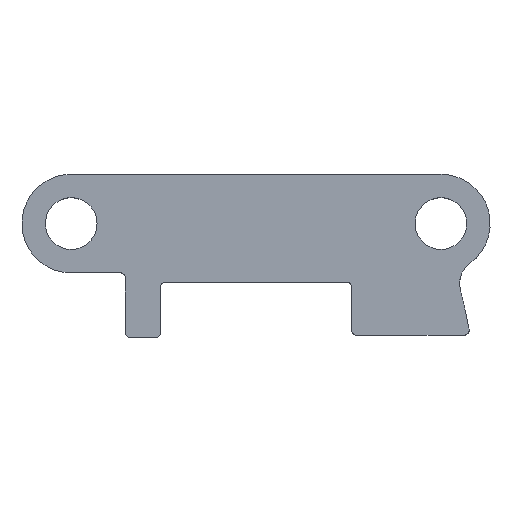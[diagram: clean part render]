
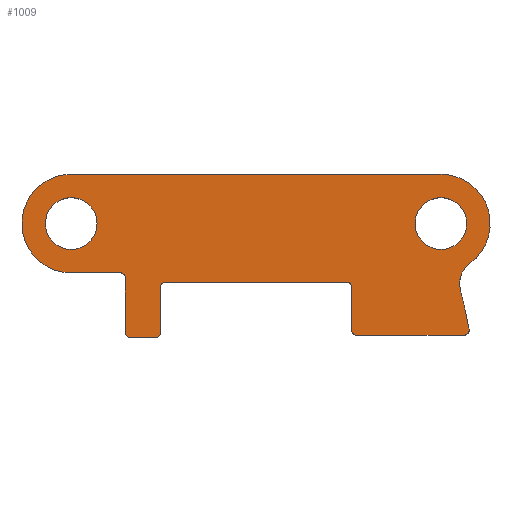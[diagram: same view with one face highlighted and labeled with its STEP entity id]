
A CAD part, top view. The second image highlights one B-rep face of the part: STEP entity #1009.
In plain terms, the highlighted planar face has unit normal (0, 0, 1).
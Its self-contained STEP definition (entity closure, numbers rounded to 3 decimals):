
#52 = VERTEX_POINT('',#53);
#53 = CARTESIAN_POINT('',(-5.1,23.725,1.545));
#59 = EDGE_CURVE('',#52,#60,#62,.T.);
#60 = VERTEX_POINT('',#61);
#61 = CARTESIAN_POINT('',(-4.075,23.725,1.545));
#62 = LINE('',#63,#64);
#63 = CARTESIAN_POINT('',(-5.1,23.725,1.545));
#64 = VECTOR('',#65,1.);
#65 = DIRECTION('',(1.,0.,0.));
#90 = EDGE_CURVE('',#60,#91,#93,.T.);
#91 = VERTEX_POINT('',#92);
#92 = CARTESIAN_POINT('',(-3.875,23.925,1.545));
#93 = CIRCLE('',#94,0.201);
#94 = AXIS2_PLACEMENT_3D('',#95,#96,#97);
#95 = CARTESIAN_POINT('',(-4.076,23.926,1.545));
#96 = DIRECTION('',(0.,0.,1.));
#97 = DIRECTION('',(0.007,-1.,0.));
#123 = EDGE_CURVE('',#91,#124,#126,.T.);
#124 = VERTEX_POINT('',#125);
#125 = CARTESIAN_POINT('',(-3.875,25.775,1.545));
#126 = LINE('',#127,#128);
#127 = CARTESIAN_POINT('',(-3.875,23.925,1.545));
#128 = VECTOR('',#129,1.);
#129 = DIRECTION('',(0.,1.,0.));
#154 = EDGE_CURVE('',#124,#155,#157,.T.);
#155 = VERTEX_POINT('',#156);
#156 = CARTESIAN_POINT('',(-3.675,25.975,1.545));
#157 = CIRCLE('',#158,0.201);
#158 = AXIS2_PLACEMENT_3D('',#159,#160,#161);
#159 = CARTESIAN_POINT('',(-3.674,25.774,1.545));
#160 = DIRECTION('',(0.,0.,-1.));
#161 = DIRECTION('',(-1.,0.007,0.));
#187 = EDGE_CURVE('',#155,#188,#190,.T.);
#188 = VERTEX_POINT('',#189);
#189 = CARTESIAN_POINT('',(3.675,25.975,1.545));
#190 = LINE('',#191,#192);
#191 = CARTESIAN_POINT('',(-3.675,25.975,1.545));
#192 = VECTOR('',#193,1.);
#193 = DIRECTION('',(1.,0.,0.));
#218 = EDGE_CURVE('',#188,#219,#221,.T.);
#219 = VERTEX_POINT('',#220);
#220 = CARTESIAN_POINT('',(3.875,25.775,1.545));
#221 = CIRCLE('',#222,0.201);
#222 = AXIS2_PLACEMENT_3D('',#223,#224,#225);
#223 = CARTESIAN_POINT('',(3.674,25.774,1.545));
#224 = DIRECTION('',(0.,0.,-1.));
#225 = DIRECTION('',(0.007,1.,0.));
#251 = EDGE_CURVE('',#219,#252,#254,.T.);
#252 = VERTEX_POINT('',#253);
#253 = CARTESIAN_POINT('',(3.873,24.026,1.545));
#254 = LINE('',#255,#256);
#255 = CARTESIAN_POINT('',(3.875,25.775,1.545));
#256 = VECTOR('',#257,1.);
#257 = DIRECTION('',(-0.001,-1.,0.));
#282 = EDGE_CURVE('',#252,#283,#285,.T.);
#283 = VERTEX_POINT('',#284);
#284 = CARTESIAN_POINT('',(4.073,23.825,1.545));
#285 = CIRCLE('',#286,0.201);
#286 = AXIS2_PLACEMENT_3D('',#287,#288,#289);
#287 = CARTESIAN_POINT('',(4.074,24.026,1.545));
#288 = DIRECTION('',(0.,0.,1.));
#289 = DIRECTION('',(-1.,-0.002,0.));
#315 = EDGE_CURVE('',#283,#316,#318,.T.);
#316 = VERTEX_POINT('',#317);
#317 = CARTESIAN_POINT('',(8.45,23.825,1.545));
#318 = LINE('',#319,#320);
#319 = CARTESIAN_POINT('',(4.073,23.825,1.545));
#320 = VECTOR('',#321,1.);
#321 = DIRECTION('',(1.,0.,0.));
#346 = EDGE_CURVE('',#316,#347,#349,.T.);
#347 = VERTEX_POINT('',#348);
#348 = CARTESIAN_POINT('',(8.65,24.025,1.545));
#349 = CIRCLE('',#350,0.201);
#350 = AXIS2_PLACEMENT_3D('',#351,#352,#353);
#351 = CARTESIAN_POINT('',(8.449,24.026,1.545));
#352 = DIRECTION('',(0.,0.,1.));
#353 = DIRECTION('',(0.007,-1.,0.));
#379 = EDGE_CURVE('',#347,#380,#382,.T.);
#380 = VERTEX_POINT('',#381);
#381 = CARTESIAN_POINT('',(8.578,24.389,1.545));
#382 = LINE('',#383,#384);
#383 = CARTESIAN_POINT('',(8.65,24.025,1.545));
#384 = VECTOR('',#385,1.);
#385 = DIRECTION('',(-0.194,0.981,0.));
#410 = EDGE_CURVE('',#380,#411,#413,.T.);
#411 = VERTEX_POINT('',#412);
#412 = CARTESIAN_POINT('',(8.545,24.553,1.545));
#413 = LINE('',#414,#415);
#414 = CARTESIAN_POINT('',(8.578,24.389,1.545));
#415 = VECTOR('',#416,1.);
#416 = DIRECTION('',(-0.197,0.98,0.));
#441 = EDGE_CURVE('',#411,#442,#444,.T.);
#442 = VERTEX_POINT('',#443);
#443 = CARTESIAN_POINT('',(8.511,24.717,1.545));
#444 = LINE('',#445,#446);
#445 = CARTESIAN_POINT('',(8.545,24.553,1.545));
#446 = VECTOR('',#447,1.);
#447 = DIRECTION('',(-0.203,0.979,0.));
#472 = EDGE_CURVE('',#442,#473,#475,.T.);
#473 = VERTEX_POINT('',#474);
#474 = CARTESIAN_POINT('',(8.476,24.88,1.545));
#475 = LINE('',#476,#477);
#476 = CARTESIAN_POINT('',(8.511,24.717,1.545));
#477 = VECTOR('',#478,1.);
#478 = DIRECTION('',(-0.21,0.978,0.));
#503 = EDGE_CURVE('',#473,#504,#506,.T.);
#504 = VERTEX_POINT('',#505);
#505 = CARTESIAN_POINT('',(8.44,25.042,1.545));
#506 = LINE('',#507,#508);
#507 = CARTESIAN_POINT('',(8.476,24.88,1.545));
#508 = VECTOR('',#509,1.);
#509 = DIRECTION('',(-0.217,0.976,0.));
#534 = EDGE_CURVE('',#504,#535,#537,.T.);
#535 = VERTEX_POINT('',#536);
#536 = CARTESIAN_POINT('',(8.404,25.204,1.545));
#537 = LINE('',#538,#539);
#538 = CARTESIAN_POINT('',(8.44,25.042,1.545));
#539 = VECTOR('',#540,1.);
#540 = DIRECTION('',(-0.217,0.976,0.));
#565 = EDGE_CURVE('',#535,#566,#568,.T.);
#566 = VERTEX_POINT('',#567);
#567 = CARTESIAN_POINT('',(8.367,25.365,1.545));
#568 = LINE('',#569,#570);
#569 = CARTESIAN_POINT('',(8.404,25.204,1.545));
#570 = VECTOR('',#571,1.);
#571 = DIRECTION('',(-0.224,0.975,0.));
#596 = EDGE_CURVE('',#566,#597,#599,.T.);
#597 = VERTEX_POINT('',#598);
#598 = CARTESIAN_POINT('',(8.329,25.525,1.545));
#599 = LINE('',#600,#601);
#600 = CARTESIAN_POINT('',(8.367,25.365,1.545));
#601 = VECTOR('',#602,1.);
#602 = DIRECTION('',(-0.231,0.973,0.));
#627 = EDGE_CURVE('',#597,#628,#630,.T.);
#628 = VERTEX_POINT('',#629);
#629 = CARTESIAN_POINT('',(8.291,25.684,1.545));
#630 = LINE('',#631,#632);
#631 = CARTESIAN_POINT('',(8.329,25.525,1.545));
#632 = VECTOR('',#633,1.);
#633 = DIRECTION('',(-0.232,0.973,0.));
#658 = EDGE_CURVE('',#628,#659,#661,.T.);
#659 = VERTEX_POINT('',#660);
#660 = CARTESIAN_POINT('',(8.675,26.731,1.545));
#661 = CIRCLE('',#662,0.998);
#662 = AXIS2_PLACEMENT_3D('',#663,#664,#665);
#663 = CARTESIAN_POINT('',(9.26,25.923,1.545));
#664 = DIRECTION('',(0.,0.,-1.));
#665 = DIRECTION('',(-0.971,-0.239,0.));
#691 = EDGE_CURVE('',#659,#692,#694,.T.);
#692 = VERTEX_POINT('',#693);
#693 = CARTESIAN_POINT('',(7.375,30.346,1.545));
#694 = CIRCLE('',#695,2.);
#695 = AXIS2_PLACEMENT_3D('',#696,#697,#698);
#696 = CARTESIAN_POINT('',(7.5,28.35,1.545));
#697 = DIRECTION('',(0.,0.,1.));
#698 = DIRECTION('',(0.587,-0.809,0.));
#724 = EDGE_CURVE('',#692,#725,#727,.T.);
#725 = VERTEX_POINT('',#726);
#726 = CARTESIAN_POINT('',(-7.375,30.346,1.545));
#727 = LINE('',#728,#729);
#728 = CARTESIAN_POINT('',(7.375,30.346,1.545));
#729 = VECTOR('',#730,1.);
#730 = DIRECTION('',(-1.,0.,0.));
#755 = EDGE_CURVE('',#725,#756,#758,.T.);
#756 = VERTEX_POINT('',#757);
#757 = CARTESIAN_POINT('',(-7.5,26.35,1.545));
#758 = CIRCLE('',#759,2.);
#759 = AXIS2_PLACEMENT_3D('',#760,#761,#762);
#760 = CARTESIAN_POINT('',(-7.5,28.35,1.545));
#761 = DIRECTION('',(0.,0.,1.));
#762 = DIRECTION('',(0.063,0.998,0.));
#788 = EDGE_CURVE('',#756,#789,#791,.T.);
#789 = VERTEX_POINT('',#790);
#790 = CARTESIAN_POINT('',(-5.5,26.35,1.545));
#791 = LINE('',#792,#793);
#792 = CARTESIAN_POINT('',(-7.5,26.35,1.545));
#793 = VECTOR('',#794,1.);
#794 = DIRECTION('',(1.,0.,0.));
#819 = EDGE_CURVE('',#789,#820,#822,.T.);
#820 = VERTEX_POINT('',#821);
#821 = CARTESIAN_POINT('',(-5.3,26.15,1.545));
#822 = CIRCLE('',#823,0.201);
#823 = AXIS2_PLACEMENT_3D('',#824,#825,#826);
#824 = CARTESIAN_POINT('',(-5.501,26.149,1.545));
#825 = DIRECTION('',(0.,0.,-1.));
#826 = DIRECTION('',(0.007,1.,0.));
#852 = EDGE_CURVE('',#820,#853,#855,.T.);
#853 = VERTEX_POINT('',#854);
#854 = CARTESIAN_POINT('',(-5.3,23.925,1.545));
#855 = LINE('',#856,#857);
#856 = CARTESIAN_POINT('',(-5.3,26.15,1.545));
#857 = VECTOR('',#858,1.);
#858 = DIRECTION('',(0.,-1.,0.));
#883 = EDGE_CURVE('',#853,#52,#884,.T.);
#884 = CIRCLE('',#885,0.201);
#885 = AXIS2_PLACEMENT_3D('',#886,#887,#888);
#886 = CARTESIAN_POINT('',(-5.099,23.926,1.545));
#887 = DIRECTION('',(0.,0.,1.));
#888 = DIRECTION('',(-1.,-0.007,0.));
#909 = VERTEX_POINT('',#910);
#910 = CARTESIAN_POINT('',(-6.45,28.35,1.545));
#916 = EDGE_CURVE('',#909,#909,#917,.T.);
#917 = CIRCLE('',#918,1.05);
#918 = AXIS2_PLACEMENT_3D('',#919,#920,#921);
#919 = CARTESIAN_POINT('',(-7.5,28.35,1.545));
#920 = DIRECTION('',(0.,0.,1.));
#921 = DIRECTION('',(1.,0.,0.));
#942 = VERTEX_POINT('',#943);
#943 = CARTESIAN_POINT('',(8.55,28.35,1.545));
#949 = EDGE_CURVE('',#942,#942,#950,.T.);
#950 = CIRCLE('',#951,1.05);
#951 = AXIS2_PLACEMENT_3D('',#952,#953,#954);
#952 = CARTESIAN_POINT('',(7.5,28.35,1.545));
#953 = DIRECTION('',(0.,0.,1.));
#954 = DIRECTION('',(1.,0.,0.));
#1009 = ADVANCED_FACE('',(#1010,#1039,#1042),#1045,.F.);
#1010 = FACE_BOUND('',#1011,.T.);
#1011 = EDGE_LOOP('',(#1012,#1013,#1014,#1015,#1016,#1017,#1018,#1019,
    #1020,#1021,#1022,#1023,#1024,#1025,#1026,#1027,#1028,#1029,#1030,
    #1031,#1032,#1033,#1034,#1035,#1036,#1037,#1038));
#1012 = ORIENTED_EDGE('',*,*,#59,.T.);
#1013 = ORIENTED_EDGE('',*,*,#90,.T.);
#1014 = ORIENTED_EDGE('',*,*,#123,.T.);
#1015 = ORIENTED_EDGE('',*,*,#154,.T.);
#1016 = ORIENTED_EDGE('',*,*,#187,.T.);
#1017 = ORIENTED_EDGE('',*,*,#218,.T.);
#1018 = ORIENTED_EDGE('',*,*,#251,.T.);
#1019 = ORIENTED_EDGE('',*,*,#282,.T.);
#1020 = ORIENTED_EDGE('',*,*,#315,.T.);
#1021 = ORIENTED_EDGE('',*,*,#346,.T.);
#1022 = ORIENTED_EDGE('',*,*,#379,.T.);
#1023 = ORIENTED_EDGE('',*,*,#410,.T.);
#1024 = ORIENTED_EDGE('',*,*,#441,.T.);
#1025 = ORIENTED_EDGE('',*,*,#472,.T.);
#1026 = ORIENTED_EDGE('',*,*,#503,.T.);
#1027 = ORIENTED_EDGE('',*,*,#534,.T.);
#1028 = ORIENTED_EDGE('',*,*,#565,.T.);
#1029 = ORIENTED_EDGE('',*,*,#596,.T.);
#1030 = ORIENTED_EDGE('',*,*,#627,.T.);
#1031 = ORIENTED_EDGE('',*,*,#658,.T.);
#1032 = ORIENTED_EDGE('',*,*,#691,.T.);
#1033 = ORIENTED_EDGE('',*,*,#724,.T.);
#1034 = ORIENTED_EDGE('',*,*,#755,.T.);
#1035 = ORIENTED_EDGE('',*,*,#788,.T.);
#1036 = ORIENTED_EDGE('',*,*,#819,.T.);
#1037 = ORIENTED_EDGE('',*,*,#852,.T.);
#1038 = ORIENTED_EDGE('',*,*,#883,.T.);
#1039 = FACE_BOUND('',#1040,.F.);
#1040 = EDGE_LOOP('',(#1041));
#1041 = ORIENTED_EDGE('',*,*,#916,.T.);
#1042 = FACE_BOUND('',#1043,.F.);
#1043 = EDGE_LOOP('',(#1044));
#1044 = ORIENTED_EDGE('',*,*,#949,.T.);
#1045 = PLANE('',#1046);
#1046 = AXIS2_PLACEMENT_3D('',#1047,#1048,#1049);
#1047 = CARTESIAN_POINT('',(-5.1,23.725,1.545));
#1048 = DIRECTION('',(0.,0.,-1.));
#1049 = DIRECTION('',(-1.,0.,0.));
